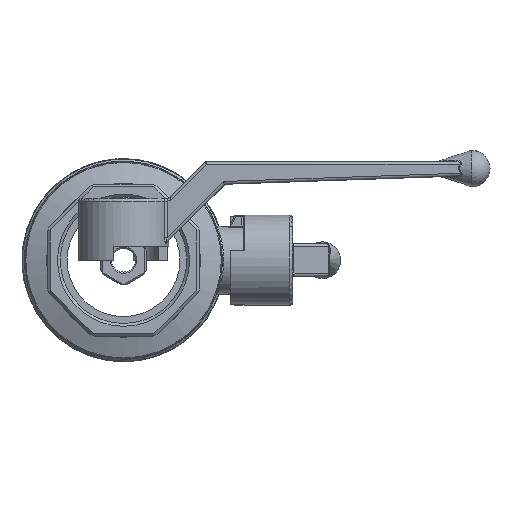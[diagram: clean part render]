
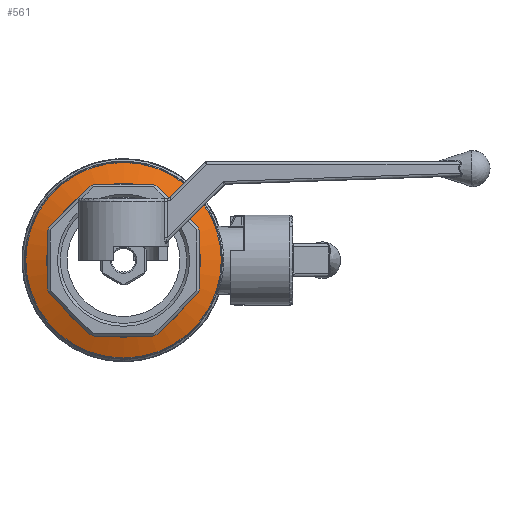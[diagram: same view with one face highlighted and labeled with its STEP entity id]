
A CAD part, front view. The second image highlights one B-rep face of the part: STEP entity #561.
In plain terms, the highlighted conical face has half-angle 69.444 degrees and reference radius 35 mm.
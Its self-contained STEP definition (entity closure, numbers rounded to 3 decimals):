
#561 = ADVANCED_FACE( '', ( #1242, #1243 ), #1244, .T. );
#1242 = FACE_OUTER_BOUND( '', #3044, .T. );
#1243 = FACE_BOUND( '', #3045, .T. );
#1244 = CONICAL_SURFACE( '', #3046, 35., 1.212 );
#3044 = EDGE_LOOP( '', ( #4870 ) );
#3045 = EDGE_LOOP( '', ( #4871 ) );
#3046 = AXIS2_PLACEMENT_3D( '', #4872, #4873, #4874 );
#4870 = ORIENTED_EDGE( '', *, *, #6027, .T. );
#4871 = ORIENTED_EDGE( '', *, *, #6362, .T. );
#4872 = CARTESIAN_POINT( '', ( 0., 39., 0. ) );
#4873 = DIRECTION( '', ( 0., 1., 0. ) );
#4874 = DIRECTION( '', ( 0., 0., 1. ) );
#6027 = EDGE_CURVE( '', #7020, #7020, #7021, .F. );
#6362 = EDGE_CURVE( '', #7506, #7506, #7507, .T. );
#7020 = VERTEX_POINT( '', #8836 );
#7021 = CIRCLE( '', #8837, 34.676 );
#7506 = VERTEX_POINT( '', #10749 );
#7507 = CIRCLE( '', #10750, 27.324 );
#8836 = CARTESIAN_POINT( '', ( 0., 38.878, 34.676 ) );
#8837 = AXIS2_PLACEMENT_3D( '', #11816, #11817, #11818 );
#10749 = CARTESIAN_POINT( '', ( 0., 36.122, 27.324 ) );
#10750 = AXIS2_PLACEMENT_3D( '', #12209, #12210, #12211 );
#11816 = CARTESIAN_POINT( '', ( 0., 38.878, 0. ) );
#11817 = DIRECTION( '', ( 0., 1., 0. ) );
#11818 = DIRECTION( '', ( 0., 0., 1. ) );
#12209 = CARTESIAN_POINT( '', ( 0., 36.122, 0. ) );
#12210 = DIRECTION( '', ( 0., 1., 0. ) );
#12211 = DIRECTION( '', ( 0., 0., 1. ) );
